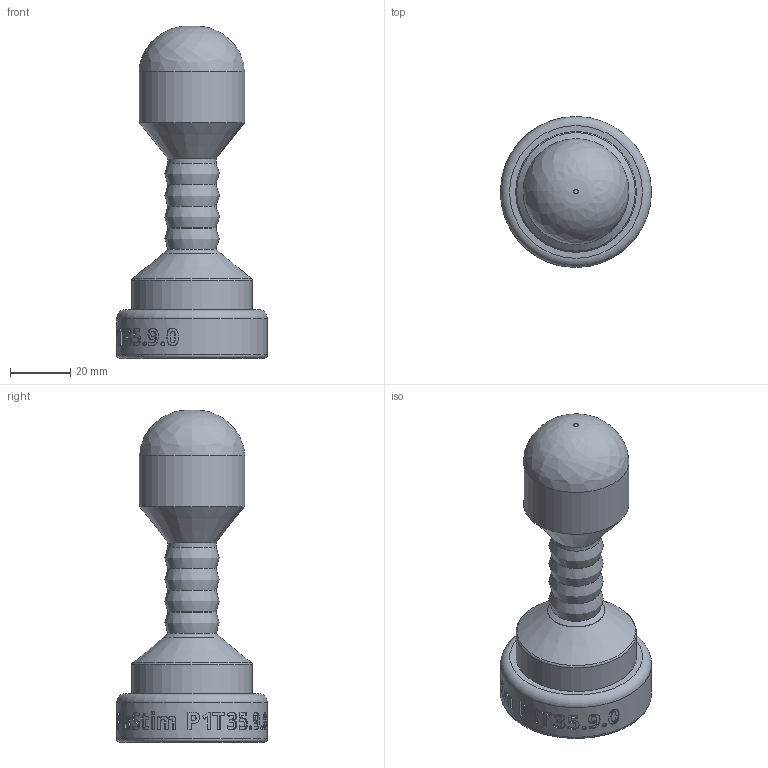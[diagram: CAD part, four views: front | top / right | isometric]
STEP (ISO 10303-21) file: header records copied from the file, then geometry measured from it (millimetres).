
FILE_DESCRIPTION(/* description */ ('STEP AP242 Edition 2','CAx-IF Rec.Pracs.---Representation and Presentation of Product Manufacturing Information (PMI)---4.0---2014-10-13','CAx-IF Rec.Pracs.---3D Tessellated Geometry---0.4---2014-09-14','2;1','CAx-IF Rec.Pracs.---User Defined Attributes---1.5---2016-08-15'),/* implementation_level */ '2;1');
FILE_NAME(/* name */ '693dc53412cc672dec7289d1',/* time_stamp */ '2025-12-13T19:57:41Z',/* author */ (''),/* organization */ (''),/* preprocessor_version */ 'ST-DEVELOPER v20',/* originating_system */ 'ONSHAPE BY PTC INC, 1.208',/* authorisation */ ' ');
FILE_SCHEMA (('AP242_MANAGED_MODEL_BASED_3D_ENGINEERING_MIM_LF { 1 0 10303 442 3 1 4 }'));
Length unit declared in the file: metre
Products named in the file (6): Base; Insulator Base; Head; Insulator; Shaft
Bounding box: 50 x 50 x 110 mm (x, y, z)
Volume: 88324.8 mm3; surface area: 36893.7 mm2
Topology: 6 solids, 6 shells, 527 faces, 1432 edges, 950 vertices
Faces by surface type: bspline 227, plane 178, cylinder 116, cone 3, torus 3
Full cylindrical faces by diameter (mm): 4.15 x7, 8 x2, 12 x2, 16 x5, 19 x2, 35 x1, 40 x2, 50 x1
Entity records: 18187 total; most frequent: CARTESIAN_POINT 6259, ORIENTED_EDGE 2780, DIRECTION 1791, EDGE_CURVE 1390, VERTEX_POINT 941, LINE 625, VECTOR 625, EDGE_LOOP 611
